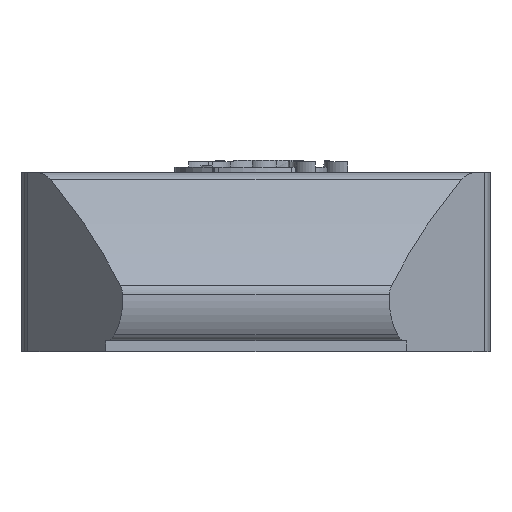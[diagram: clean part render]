
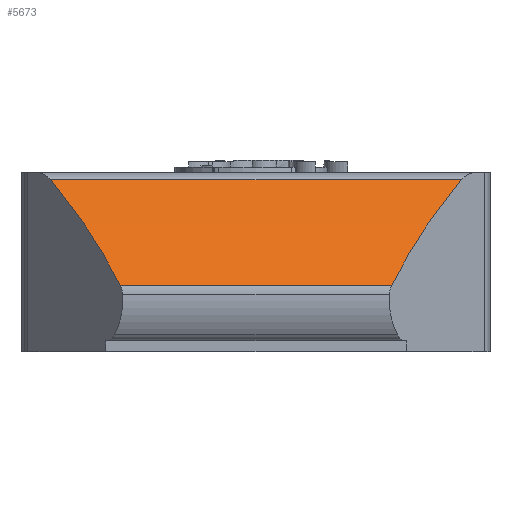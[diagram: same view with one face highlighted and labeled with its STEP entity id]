
A CAD part, front view. The second image highlights one B-rep face of the part: STEP entity #5673.
In plain terms, the highlighted cylindrical face has radius 100.629 mm (diameter 201.257 mm), a partial arc.
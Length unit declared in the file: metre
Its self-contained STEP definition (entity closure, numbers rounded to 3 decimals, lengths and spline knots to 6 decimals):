
#274=ELLIPSE('',#6062,0.128435,0.100629);
#275=ELLIPSE('',#6063,0.128435,0.100629);
#337=CYLINDRICAL_SURFACE('',#6061,0.100629);
#848=ORIENTED_EDGE('',*,*,#2620,.T.);
#849=ORIENTED_EDGE('',*,*,#2621,.T.);
#850=ORIENTED_EDGE('',*,*,#2622,.F.);
#851=ORIENTED_EDGE('',*,*,#2623,.F.);
#2620=EDGE_CURVE('',#3498,#3499,#4017,.T.);
#2621=EDGE_CURVE('',#3499,#3500,#274,.T.);
#2622=EDGE_CURVE('',#3501,#3500,#4018,.T.);
#2623=EDGE_CURVE('',#3498,#3501,#275,.T.);
#3498=VERTEX_POINT('',#9800);
#3499=VERTEX_POINT('',#9801);
#3500=VERTEX_POINT('',#9803);
#3501=VERTEX_POINT('',#9805);
#4017=LINE('',#9799,#4481);
#4018=LINE('',#9804,#4482);
#4481=VECTOR('',#6801,1.);
#4482=VECTOR('',#6804,1.);
#4892=EDGE_LOOP('',(#848,#849,#850,#851));
#5226=FACE_BOUND('',#4892,.T.);
#5673=ADVANCED_FACE('',(#5226),#337,.T.);
#6061=AXIS2_PLACEMENT_3D('',#9798,#6799,#6800);
#6062=AXIS2_PLACEMENT_3D('',#9802,#6802,#6803);
#6063=AXIS2_PLACEMENT_3D('',#9806,#6805,#6806);
#6799=DIRECTION('',(-1.,0.,0.));
#6800=DIRECTION('',(0.,0.,1.));
#6801=DIRECTION('',(-1.,0.,0.));
#6802=DIRECTION('',(0.783,0.621,0.));
#6803=DIRECTION('',(-0.621,0.783,0.));
#6804=DIRECTION('',(-1.,0.,0.));
#6805=DIRECTION('',(0.783,-0.621,0.));
#6806=DIRECTION('',(-0.621,-0.783,0.));
#9798=CARTESIAN_POINT('',(0.226881,0.030082,-0.043793));
#9799=CARTESIAN_POINT('',(0.226881,-0.038578,0.029773));
#9800=CARTESIAN_POINT('',(0.108151,-0.038578,0.029773));
#9801=CARTESIAN_POINT('',(0.032245,-0.038578,0.029773));
#9802=CARTESIAN_POINT('',(-0.022209,0.030082,-0.043793));
#9803=CARTESIAN_POINT('',(0.045118,-0.054809,0.01024));
#9804=CARTESIAN_POINT('',(0.226881,-0.054809,0.01024));
#9805=CARTESIAN_POINT('',(0.095278,-0.054809,0.01024));
#9806=CARTESIAN_POINT('',(0.162605,0.030082,-0.043793));
